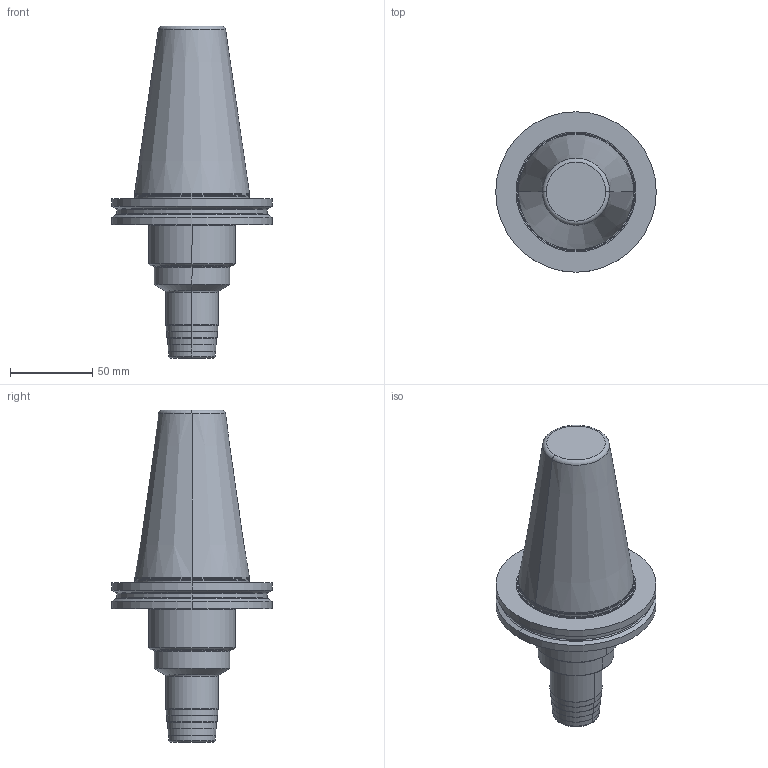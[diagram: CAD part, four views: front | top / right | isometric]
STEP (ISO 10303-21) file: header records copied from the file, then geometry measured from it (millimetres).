
FILE_DESCRIPTION((''),'2;1');
FILE_NAME('607635467-000-00-E43','2022-01-14T13:19:57',('bahnemannr'),(''),'CREO PARAMETRIC BY PTC INC, 2019030','CREO PARAMETRIC BY PTC INC, 2019030','');
FILE_SCHEMA(('AP242_MANAGED_MODEL_BASED_3D_ENGINEERING_MIM_LF { 1 0 10303 442 1 1 4 }'));
Length unit declared in the file: millimetre
Products named in the file (1): 607635467-000-00-E43
Bounding box: 97.5 x 97.5 x 201.75 mm (x, y, z)
Volume: 476859.1 mm3; surface area: 47835.3 mm2
Topology: 1 solids, 1 shells, 92 faces, 184 edges, 106 vertices
Faces by surface type: torus 34, cone 26, cylinder 18, plane 14
Entity records: 3599 total; most frequent: DIRECTION 516, CARTESIAN_POINT 386, ORIENTED_EDGE 364, AXIS2_PLACEMENT_3D 236, PRESENTATION_STYLE_ASSIGNMENT 188, STYLED_ITEM 188, CURVE_STYLE 187, EDGE_CURVE 182
